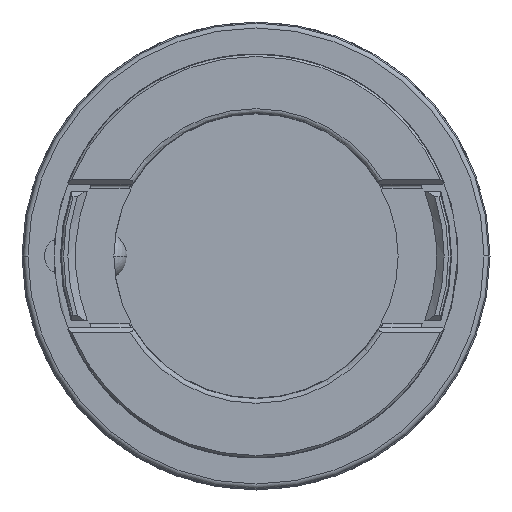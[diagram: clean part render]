
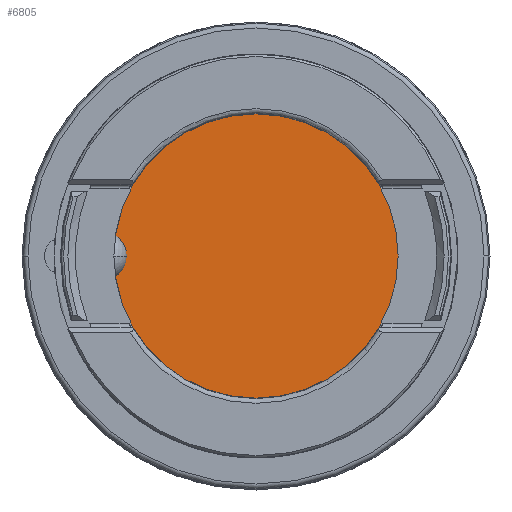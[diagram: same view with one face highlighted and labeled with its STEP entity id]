
A CAD part, front view. The second image highlights one B-rep face of the part: STEP entity #6805.
In plain terms, the highlighted planar face has unit normal (0, -1, 0).
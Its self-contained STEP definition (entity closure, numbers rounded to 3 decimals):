
#2350=CARTESIAN_POINT('',(0.,63.,0.));
#2351=DIRECTION('',(0.,-1.,0.));
#2352=DIRECTION('',(1.,0.,0.));
#2353=AXIS2_PLACEMENT_3D('',#2350,#2351,#2352);
#2355=CARTESIAN_POINT('',(0.,63.,0.));
#2356=DIRECTION('',(0.,-1.,0.));
#2357=DIRECTION('',(-1.,0.,0.));
#2358=AXIS2_PLACEMENT_3D('',#2355,#2356,#2357);
#4109=CARTESIAN_POINT('',(29.916,63.,0.));
#4110=CARTESIAN_POINT('',(-29.916,63.,0.));
#4111=VERTEX_POINT('',#4109);
#4112=VERTEX_POINT('',#4110);
#6795=CARTESIAN_POINT('',(0.,63.,0.));
#6796=DIRECTION('',(0.,1.,0.));
#6797=DIRECTION('',(-1.,0.,0.));
#6798=AXIS2_PLACEMENT_3D('',#6795,#6796,#6797);
#6799=PLANE('',#6798);
#6800=ORIENTED_EDGE('',*,*,#6781,.F.);
#6802=ORIENTED_EDGE('',*,*,#6801,.F.);
#6803=EDGE_LOOP('',(#6800,#6802));
#6804=FACE_OUTER_BOUND('',#6803,.F.);
#6805=ADVANCED_FACE('',(#6804),#6799,.F.);
#2354=CIRCLE('',#2353,29.916);
#2359=CIRCLE('',#2358,29.916);
#6781=EDGE_CURVE('',#4111,#4112,#2354,.T.);
#6801=EDGE_CURVE('',#4112,#4111,#2359,.T.);
